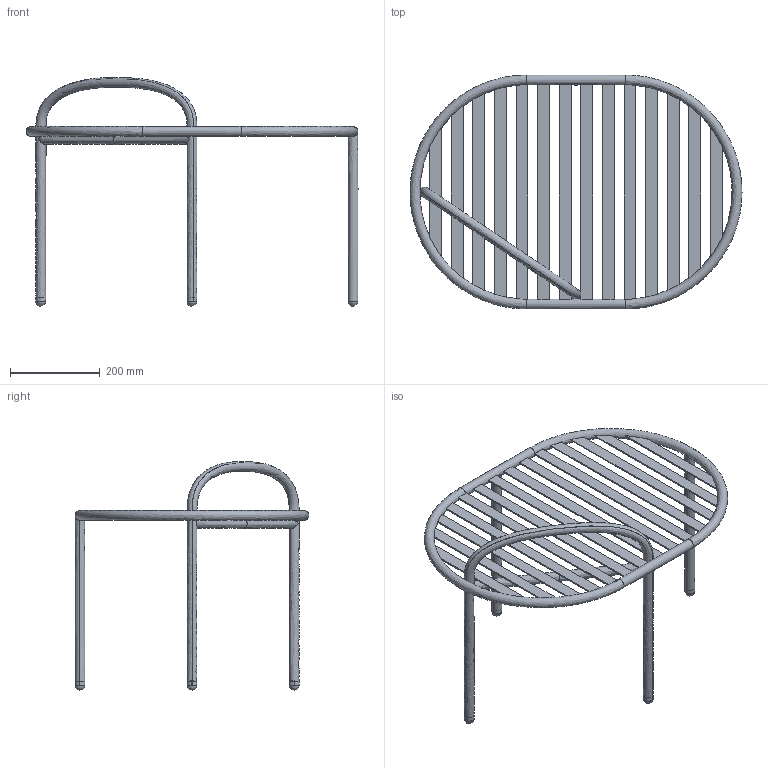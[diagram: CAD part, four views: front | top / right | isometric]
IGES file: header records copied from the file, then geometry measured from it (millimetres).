
Global section: file name: 56HRayure - TC51401 - Mesa central.igs; native system: Rhinoceros ( Dec  8 2020 ); preprocessor: Trout Lake IGES 012 Dec  8 2020; date: 240312.184552; units: millimetre
Bounding box: 738 x 520 x 508.55 mm (x, y, z)
Surface area: 801093.9 mm2 (no closed solid volume)
Topology: 0 solids, 0 shells, 122 faces, 888 edges, 873 vertices
Faces by surface type: bspline 122
